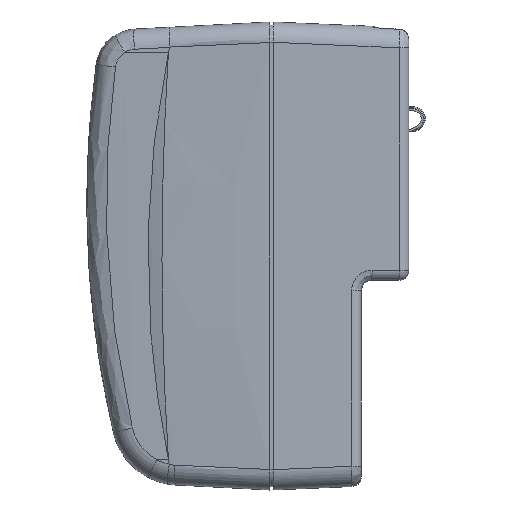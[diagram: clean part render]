
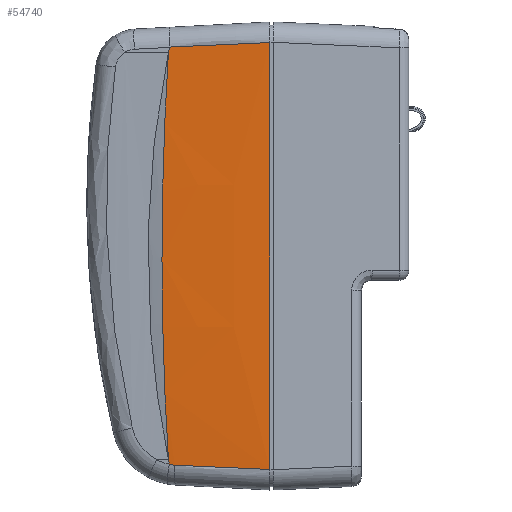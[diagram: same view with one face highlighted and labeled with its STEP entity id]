
A CAD part, left-side view. The second image highlights one B-rep face of the part: STEP entity #54740.
In plain terms, the highlighted free-form (B-spline) face has degree [3, 3] with [4, 4] control points.
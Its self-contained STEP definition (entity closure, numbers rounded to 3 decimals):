
#50288=CARTESIAN_POINT('',(31.469,0.,
-15.9));
#50719=CARTESIAN_POINT('',(30.838,14.026,
-14.972));
#50720=CARTESIAN_POINT('',(30.908,12.472,
-15.134));
#50721=CARTESIAN_POINT('',(31.049,9.36,
-15.419));
#50722=CARTESIAN_POINT('',(31.26,4.683,
-15.728));
#50723=CARTESIAN_POINT('',(31.398,1.561,
-15.856));
#50724=CARTESIAN_POINT('',(31.469,0.,
-15.9));
#50726=CARTESIAN_POINT('',(29.998,14.967,
-14.897));
#50727=CARTESIAN_POINT('',(25.096,15.274,
-15.016));
#50728=CARTESIAN_POINT('',(15.27,15.743,
-15.213));
#50729=CARTESIAN_POINT('',(0.591,15.988,
-15.323));
#50730=CARTESIAN_POINT('',(-14.375,15.777,
-15.228));
#50731=CARTESIAN_POINT('',(-24.737,15.297,
-15.025));
#50732=CARTESIAN_POINT('',(-29.997,14.967,
-14.897));
#50734=CARTESIAN_POINT('',(-30.802,14.812,
-14.889));
#50735=CARTESIAN_POINT('',(-30.876,13.171,
-15.067));
#50736=CARTESIAN_POINT('',(-31.025,9.884,
-15.379));
#50737=CARTESIAN_POINT('',(-31.248,4.945,
-15.716));
#50738=CARTESIAN_POINT('',(-31.395,1.649,
-15.853));
#50739=CARTESIAN_POINT('',(-31.469,0.,
-15.9));
#50741=CARTESIAN_POINT('',(-31.469,0.,
-15.9));
#50742=CARTESIAN_POINT('',(-10.489,0.,
-15.9));
#50743=CARTESIAN_POINT('',(10.489,0.,
-15.9));
#50744=CARTESIAN_POINT('',(31.469,0.,
-15.9));
#50746=CARTESIAN_POINT('',(30.838,14.026,
-14.972));
#50747=CARTESIAN_POINT('',(30.826,14.294,
-14.944));
#50748=CARTESIAN_POINT('',(30.798,14.562,
-14.916));
#50749=CARTESIAN_POINT('',(30.756,14.828,
-14.889));
#50751=CARTESIAN_POINT('',(30.756,14.828,
-14.889));
#50752=CARTESIAN_POINT('',(30.749,14.826,
-14.889));
#50753=CARTESIAN_POINT('',(30.735,14.825,
-14.889));
#50754=CARTESIAN_POINT('',(30.714,14.825,
-14.89));
#50755=CARTESIAN_POINT('',(30.699,14.827,
-14.89));
#50756=CARTESIAN_POINT('',(30.691,14.829,
-14.89));
#50774=CARTESIAN_POINT('',(29.998,14.967,
-14.897));
#50775=CARTESIAN_POINT('',(30.073,14.953,
-14.896));
#50776=CARTESIAN_POINT('',(30.222,14.921,
-14.895));
#50777=CARTESIAN_POINT('',(30.455,14.874,
-14.893));
#50778=CARTESIAN_POINT('',(30.612,14.844,
-14.891));
#50779=CARTESIAN_POINT('',(30.691,14.829,
-14.89));
#50897=CARTESIAN_POINT('',(-30.759,14.815,
-14.89));
#50898=CARTESIAN_POINT('',(-30.672,14.832,
-14.891));
#50899=CARTESIAN_POINT('',(-30.5,14.865,
-14.892));
#50900=CARTESIAN_POINT('',(-30.245,14.917,
-14.895));
#50901=CARTESIAN_POINT('',(-30.079,14.951,
-14.896));
#50902=CARTESIAN_POINT('',(-29.997,14.967,
-14.897));
#50911=CARTESIAN_POINT('',(-30.802,14.812,
-14.889));
#50912=CARTESIAN_POINT('',(-30.797,14.812,
-14.889));
#50913=CARTESIAN_POINT('',(-30.788,14.812,
-14.889));
#50914=CARTESIAN_POINT('',(-30.774,14.813,
-14.89));
#50915=CARTESIAN_POINT('',(-30.764,14.814,
-14.89));
#50916=CARTESIAN_POINT('',(-30.759,14.815,
-14.89));
#53521=VERTEX_POINT('',#50288);
#53522=VERTEX_POINT('',#50741);
#53596=VERTEX_POINT('',#50719);
#53597=VERTEX_POINT('',#50774);
#53598=VERTEX_POINT('',#50779);
#53599=VERTEX_POINT('',#50732);
#53600=VERTEX_POINT('',#50897);
#53601=VERTEX_POINT('',#50911);
#53602=VERTEX_POINT('',#50749);
#54705=CARTESIAN_POINT('',(-32.098,16.246,
-14.679));
#54706=CARTESIAN_POINT('',(-10.699,16.225,
-15.457));
#54707=CARTESIAN_POINT('',(10.699,16.225,
-15.457));
#54708=CARTESIAN_POINT('',(32.098,16.246,
-14.679));
#54709=CARTESIAN_POINT('',(-32.098,10.747,
-15.344));
#54710=CARTESIAN_POINT('',(-10.699,10.721,
-15.856));
#54711=CARTESIAN_POINT('',(10.699,10.721,
-15.856));
#54712=CARTESIAN_POINT('',(32.098,10.747,
-15.344));
#54713=CARTESIAN_POINT('',(-32.098,5.217,
-15.755));
#54714=CARTESIAN_POINT('',(-10.699,5.199,
-16.002));
#54715=CARTESIAN_POINT('',(10.699,5.199,
-16.002));
#54716=CARTESIAN_POINT('',(32.098,5.217,
-15.755));
#54717=CARTESIAN_POINT('',(-32.098,-0.319,
-15.909));
#54718=CARTESIAN_POINT('',(-10.699,-0.318,
-15.894));
#54719=CARTESIAN_POINT('',(10.699,-0.318,
-15.894));
#54720=CARTESIAN_POINT('',(32.098,-0.319,
-15.909));
#54721=B_SPLINE_SURFACE_WITH_KNOTS('',3,3,((#54705,#54706,#54707,#54708),
(#54709,#54710,#54711,#54712),(#54713,#54714,#54715,#54716),(#54717,#54718,
#54719,#54720)),.UNSPECIFIED.,.F.,.F.,.F.,(4,4),(4,4),(0.377,
1.012),(0.035,0.965),.UNSPECIFIED.);
#54723=ORIENTED_EDGE('',*,*,#54722,.F.);
#54725=ORIENTED_EDGE('',*,*,#54724,.T.);
#54727=ORIENTED_EDGE('',*,*,#54726,.F.);
#54729=ORIENTED_EDGE('',*,*,#54728,.F.);
#54731=ORIENTED_EDGE('',*,*,#54730,.T.);
#54732=ORIENTED_EDGE('',*,*,#54271,.T.);
#54733=ORIENTED_EDGE('',*,*,#54696,.F.);
#54735=ORIENTED_EDGE('',*,*,#54734,.T.);
#54737=ORIENTED_EDGE('',*,*,#54736,.T.);
#54738=EDGE_LOOP('',(#54723,#54725,#54727,#54729,#54731,#54732,#54733,#54735,
#54737));
#54739=FACE_OUTER_BOUND('',#54738,.F.);
#54740=ADVANCED_FACE('',(#54739),#54721,.F.);
#50725=B_SPLINE_CURVE_WITH_KNOTS('',3,(#50719,#50720,#50721,#50722,#50723,
#50724),.UNSPECIFIED.,.F.,.F.,(4,1,1,4),(0.,0.333,
0.667,1.),.UNSPECIFIED.);
#50733=B_SPLINE_CURVE_WITH_KNOTS('',3,(#50726,#50727,#50728,#50729,#50730,
#50731,#50732),.UNSPECIFIED.,.F.,.F.,(4,1,1,1,4),(0.,0.25,0.5,0.75,
1.),.UNSPECIFIED.);
#50740=B_SPLINE_CURVE_WITH_KNOTS('',3,(#50734,#50735,#50736,#50737,#50738,
#50739),.UNSPECIFIED.,.F.,.F.,(4,1,1,4),(0.,0.333,
0.667,1.),.UNSPECIFIED.);
#50745=B_SPLINE_CURVE_WITH_KNOTS('',3,(#50741,#50742,#50743,#50744),
.UNSPECIFIED.,.F.,.F.,(4,4),(0.,1.),.UNSPECIFIED.);
#50750=B_SPLINE_CURVE_WITH_KNOTS('',3,(#50746,#50747,#50748,#50749),
.UNSPECIFIED.,.F.,.F.,(4,4),(0.,1.),.UNSPECIFIED.);
#50757=B_SPLINE_CURVE_WITH_KNOTS('',3,(#50751,#50752,#50753,#50754,#50755,
#50756),.UNSPECIFIED.,.F.,.F.,(4,1,1,4),(0.,0.333,
0.667,1.),.UNSPECIFIED.);
#50780=B_SPLINE_CURVE_WITH_KNOTS('',3,(#50774,#50775,#50776,#50777,#50778,
#50779),.UNSPECIFIED.,.F.,.F.,(4,1,1,4),(0.,0.333,
0.667,1.),.UNSPECIFIED.);
#50903=B_SPLINE_CURVE_WITH_KNOTS('',3,(#50897,#50898,#50899,#50900,#50901,
#50902),.UNSPECIFIED.,.F.,.F.,(4,1,1,4),(0.,0.333,
0.667,1.),.UNSPECIFIED.);
#50917=B_SPLINE_CURVE_WITH_KNOTS('',3,(#50911,#50912,#50913,#50914,#50915,
#50916),.UNSPECIFIED.,.F.,.F.,(4,1,1,4),(0.,0.333,
0.667,1.),.UNSPECIFIED.);
#54271=EDGE_CURVE('',#53522,#53521,#50745,.T.);
#54696=EDGE_CURVE('',#53596,#53521,#50725,.T.);
#54722=EDGE_CURVE('',#53597,#53598,#50780,.T.);
#54724=EDGE_CURVE('',#53597,#53599,#50733,.T.);
#54726=EDGE_CURVE('',#53600,#53599,#50903,.T.);
#54728=EDGE_CURVE('',#53601,#53600,#50917,.T.);
#54730=EDGE_CURVE('',#53601,#53522,#50740,.T.);
#54734=EDGE_CURVE('',#53596,#53602,#50750,.T.);
#54736=EDGE_CURVE('',#53602,#53598,#50757,.T.);
